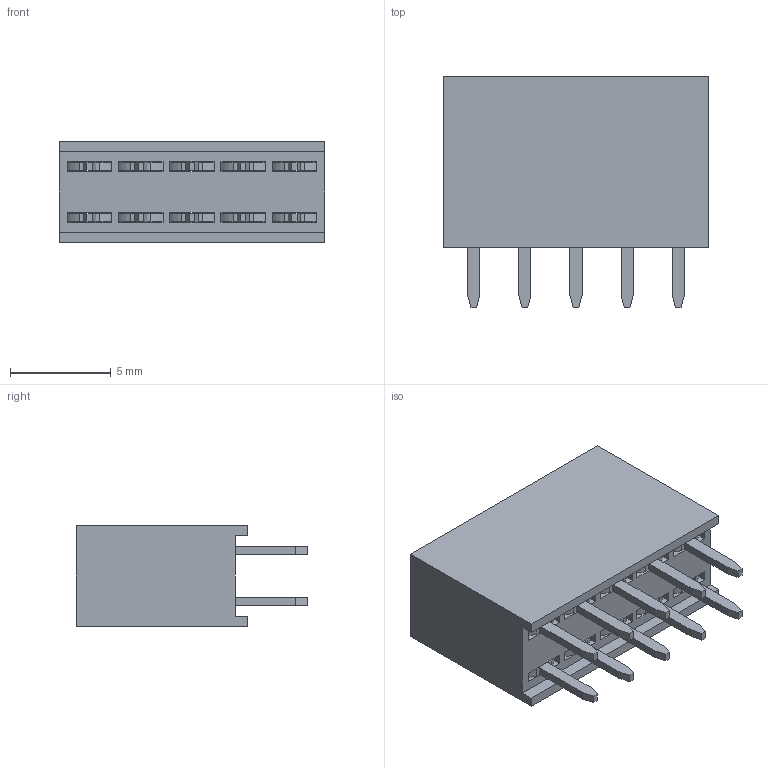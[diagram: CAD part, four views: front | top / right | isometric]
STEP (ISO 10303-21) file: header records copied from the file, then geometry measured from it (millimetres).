
FILE_DESCRIPTION (( 'STEP AP214' ), '1' );
FILE_NAME ('3F3B9F27-0419-4324-BD63-D6CE271CCA27.STEP', '2023-08-09T19:03:31', ( '' ), ( '' ), 'SwSTEP 2.0', 'SolidWorks 2022', '' );
FILE_SCHEMA (( 'AUTOMOTIVE_DESIGN' ));
Length unit declared in the file: millimetre
Products named in the file (1): 3F3B9F27-0419-4324-BD63-D6CE271CCA27
Bounding box: 13.2 x 11.5 x 5 mm (x, y, z)
Volume: 465.5 mm3; surface area: 1229.5 mm2
Topology: 11 solids, 11 shells, 400 faces, 1094 edges, 716 vertices
Faces by surface type: plane 300, cylinder 100
Entity records: 14682 total; most frequent: CARTESIAN_POINT 2211, ORIENTED_EDGE 2188, DIRECTION 2096, EDGE_CURVE 1094, VECTOR 894, LINE 894, VERTEX_POINT 716, AXIS2_PLACEMENT_3D 601
